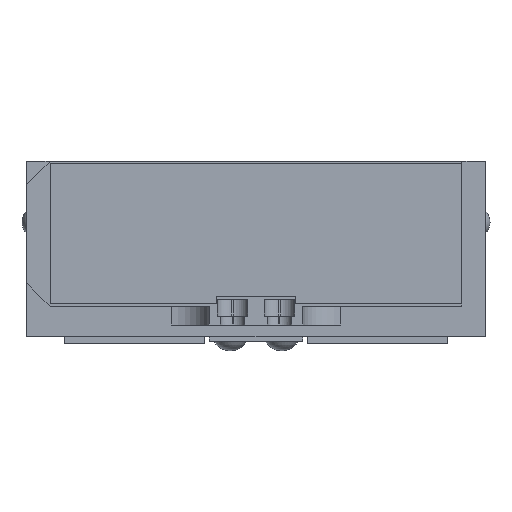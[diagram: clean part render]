
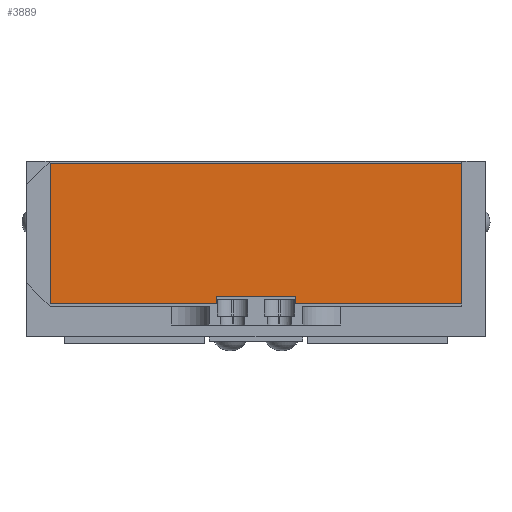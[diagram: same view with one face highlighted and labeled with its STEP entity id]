
A CAD part, front view. The second image highlights one B-rep face of the part: STEP entity #3889.
In plain terms, the highlighted planar face has unit normal (0, -1, 0).
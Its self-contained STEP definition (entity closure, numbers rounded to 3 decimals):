
#977=DIRECTION('',(1.,0.,0.));
#978=VECTOR('',#977,35.5);
#979=CARTESIAN_POINT('',(-44.,-62.5,-30.5));
#980=LINE('',#979,#978);
#981=DIRECTION('',(0.,0.,-1.));
#982=VECTOR('',#981,30.);
#983=CARTESIAN_POINT('',(-44.,-62.5,-0.5));
#984=LINE('',#983,#982);
#985=DIRECTION('',(1.,0.,0.));
#986=VECTOR('',#985,88.);
#987=CARTESIAN_POINT('',(-44.,-62.5,-0.5));
#988=LINE('',#987,#986);
#989=DIRECTION('',(0.,0.,-1.));
#990=VECTOR('',#989,30.);
#991=CARTESIAN_POINT('',(44.,-62.5,-0.5));
#992=LINE('',#991,#990);
#993=DIRECTION('',(1.,0.,0.));
#994=VECTOR('',#993,35.5);
#995=CARTESIAN_POINT('',(8.5,-62.5,-30.5));
#996=LINE('',#995,#994);
#997=DIRECTION('',(0.,0.,1.));
#998=VECTOR('',#997,1.5);
#999=CARTESIAN_POINT('',(8.5,-62.5,-30.5));
#1000=LINE('',#999,#998);
#1001=DIRECTION('',(-1.,0.,0.));
#1002=VECTOR('',#1001,17.);
#1003=CARTESIAN_POINT('',(8.5,-62.5,-29.));
#1004=LINE('',#1003,#1002);
#1005=DIRECTION('',(0.,0.,1.));
#1006=VECTOR('',#1005,1.5);
#1007=CARTESIAN_POINT('',(-8.5,-62.5,-30.5));
#1008=LINE('',#1007,#1006);
#2164=CARTESIAN_POINT('',(8.5,-62.5,-29.));
#2165=CARTESIAN_POINT('',(-8.5,-62.5,-29.));
#2166=VERTEX_POINT('',#2164);
#2167=VERTEX_POINT('',#2165);
#2264=CARTESIAN_POINT('',(-44.,-62.5,-0.5));
#2265=CARTESIAN_POINT('',(44.,-62.5,-0.5));
#2266=VERTEX_POINT('',#2264);
#2267=VERTEX_POINT('',#2265);
#2274=CARTESIAN_POINT('',(-44.,-62.5,-30.5));
#2275=CARTESIAN_POINT('',(-8.5,-62.5,-30.5));
#2276=VERTEX_POINT('',#2274);
#2277=VERTEX_POINT('',#2275);
#2278=CARTESIAN_POINT('',(8.5,-62.5,-30.5));
#2279=CARTESIAN_POINT('',(44.,-62.5,-30.5));
#2280=VERTEX_POINT('',#2278);
#2281=VERTEX_POINT('',#2279);
#3869=CARTESIAN_POINT('',(-49.,-62.5,0.));
#3870=DIRECTION('',(0.,-1.,0.));
#3871=DIRECTION('',(0.,0.,-1.));
#3872=AXIS2_PLACEMENT_3D('',#3869,#3870,#3871);
#3873=PLANE('',#3872);
#3874=ORIENTED_EDGE('',*,*,#3845,.F.);
#3876=ORIENTED_EDGE('',*,*,#3875,.F.);
#3878=ORIENTED_EDGE('',*,*,#3877,.T.);
#3879=ORIENTED_EDGE('',*,*,#3828,.T.);
#3880=ORIENTED_EDGE('',*,*,#3860,.F.);
#3882=ORIENTED_EDGE('',*,*,#3881,.T.);
#3884=ORIENTED_EDGE('',*,*,#3883,.T.);
#3886=ORIENTED_EDGE('',*,*,#3885,.F.);
#3887=EDGE_LOOP('',(#3874,#3876,#3878,#3879,#3880,#3882,#3884,#3886));
#3888=FACE_OUTER_BOUND('',#3887,.F.);
#3828=EDGE_CURVE('',#2267,#2281,#992,.T.);
#3845=EDGE_CURVE('',#2276,#2277,#980,.T.);
#3860=EDGE_CURVE('',#2280,#2281,#996,.T.);
#3875=EDGE_CURVE('',#2266,#2276,#984,.T.);
#3877=EDGE_CURVE('',#2266,#2267,#988,.T.);
#3881=EDGE_CURVE('',#2280,#2166,#1000,.T.);
#3883=EDGE_CURVE('',#2166,#2167,#1004,.T.);
#3885=EDGE_CURVE('',#2277,#2167,#1008,.T.);
#3889=ADVANCED_FACE('',(#3888),#3873,.T.);
